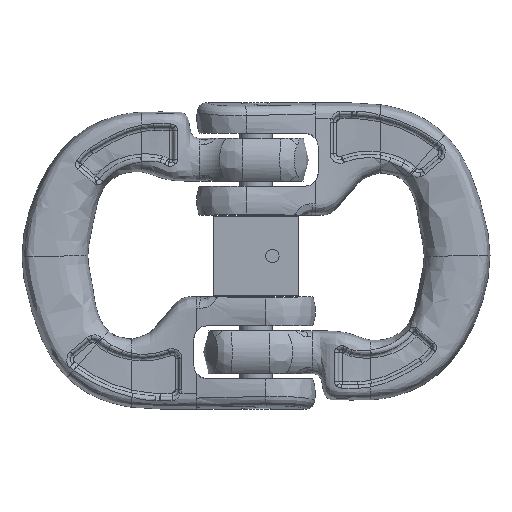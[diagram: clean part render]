
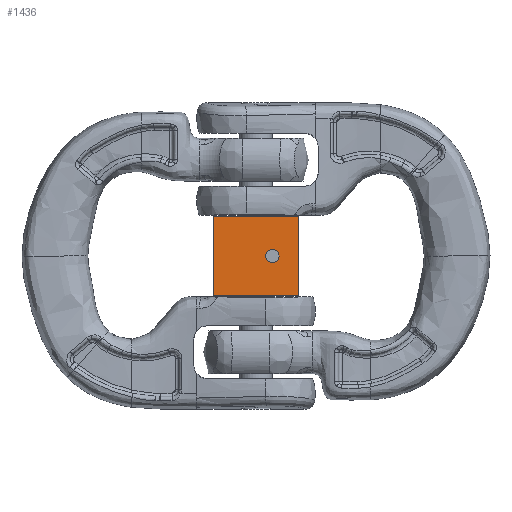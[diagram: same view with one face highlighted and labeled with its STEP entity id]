
A CAD part, left-side view. The second image highlights one B-rep face of the part: STEP entity #1436.
In plain terms, the highlighted planar face has unit normal (-1, 0, 0).
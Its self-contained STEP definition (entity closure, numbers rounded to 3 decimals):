
#88=FACE_BOUND('',#2609,.T.);
#178=PLANE('',#8608);
#359=LINE('',#32804,#473);
#360=LINE('',#32807,#474);
#361=LINE('',#32809,#475);
#362=LINE('',#32811,#476);
#473=VECTOR('',#9425,1.);
#474=VECTOR('',#9426,1.);
#475=VECTOR('',#9427,1.);
#476=VECTOR('',#9428,1.);
#1003=CIRCLE('',#8607,1.);
#1436=ADVANCED_FACE('',(#2050,#88),#178,.F.);
#2050=FACE_OUTER_BOUND('',#2608,.T.);
#2608=EDGE_LOOP('',(#4179,#4180,#4181,#4182));
#2609=EDGE_LOOP('',(#4183));
#4179=ORIENTED_EDGE('',*,*,#6869,.T.);
#4180=ORIENTED_EDGE('',*,*,#6870,.F.);
#4181=ORIENTED_EDGE('',*,*,#6871,.F.);
#4182=ORIENTED_EDGE('',*,*,#6872,.T.);
#4183=ORIENTED_EDGE('',*,*,#6873,.F.);
#5852=VERTEX_POINT('',#32805);
#5853=VERTEX_POINT('',#32806);
#5854=VERTEX_POINT('',#32808);
#5855=VERTEX_POINT('',#32810);
#5856=VERTEX_POINT('',#32813);
#6869=EDGE_CURVE('',#5852,#5853,#359,.T.);
#6870=EDGE_CURVE('',#5854,#5853,#360,.T.);
#6871=EDGE_CURVE('',#5855,#5854,#361,.T.);
#6872=EDGE_CURVE('',#5855,#5852,#362,.T.);
#6873=EDGE_CURVE('',#5856,#5856,#1003,.T.);
#8607=AXIS2_PLACEMENT_3D('',#32812,#9429,#9430);
#8608=AXIS2_PLACEMENT_3D('',#32814,#9431,#9432);
#9425=DIRECTION('',(0.,-1.,0.));
#9426=DIRECTION('',(0.,0.,-1.));
#9427=DIRECTION('',(0.,-1.,0.));
#9428=DIRECTION('',(0.,0.,-1.));
#9429=DIRECTION('',(-1.,0.,0.));
#9430=DIRECTION('',(0.,0.,-1.));
#9431=DIRECTION('',(1.,0.,0.));
#9432=DIRECTION('',(0.,0.,-1.));
#32804=CARTESIAN_POINT('',(-6.5,6.5,10.2));
#32805=CARTESIAN_POINT('',(-6.5,6.5,10.2));
#32806=CARTESIAN_POINT('',(-6.5,-6.5,10.2));
#32807=CARTESIAN_POINT('',(-6.5,-6.5,22.2));
#32808=CARTESIAN_POINT('',(-6.5,-6.5,22.2));
#32809=CARTESIAN_POINT('',(-6.5,6.5,22.2));
#32810=CARTESIAN_POINT('',(-6.5,6.5,22.2));
#32811=CARTESIAN_POINT('',(-6.5,6.5,22.2));
#32812=CARTESIAN_POINT('',(-6.5,-2.5,16.2));
#32813=CARTESIAN_POINT('',(-6.5,-2.5,15.2));
#32814=CARTESIAN_POINT('',(-6.5,6.5,22.2));
